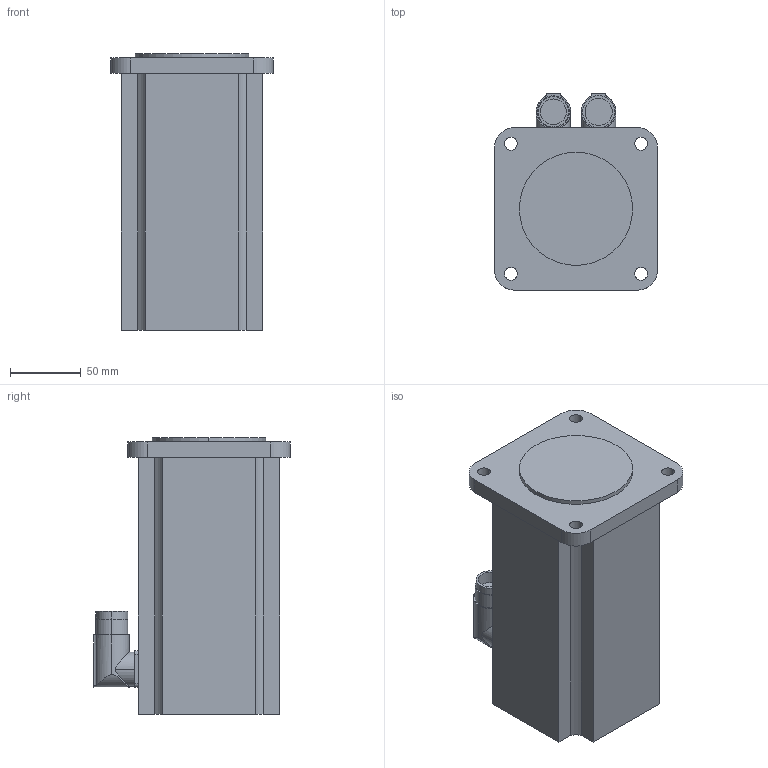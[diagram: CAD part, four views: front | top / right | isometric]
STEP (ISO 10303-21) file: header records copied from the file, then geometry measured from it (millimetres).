
FILE_DESCRIPTION (( 'STEP AP203' ), '1' );
FILE_NAME ('SMART-5 NJ-110-3.0_CR82350030_SM.STEP_Default_sldprt.STEP', '2024-04-24T11:31:39', ( '' ), ( '' ), 'SwSTEP 2.0', 'SolidWorks 2023', '' );
FILE_SCHEMA (( 'CONFIG_CONTROL_DESIGN' ));
Length unit declared in the file: millimetre
Products named in the file (1): SMART-5 NJ-110-3.0_CR82350030_SM.STEP_Default_sldprt
Bounding box: 115 x 139 x 195.5 mm (x, y, z)
Volume: 1820607.5 mm3; surface area: 113203.1 mm2
Topology: 1 solids, 1 shells, 95 faces, 248 edges, 168 vertices
Faces by surface type: cylinder 52, plane 43
Entity records: 4781 total; most frequent: CARTESIAN_POINT 2290, DIRECTION 506, ORIENTED_EDGE 496, EDGE_CURVE 248, AXIS2_PLACEMENT_3D 184, VERTEX_POINT 168, LINE 138, VECTOR 138
